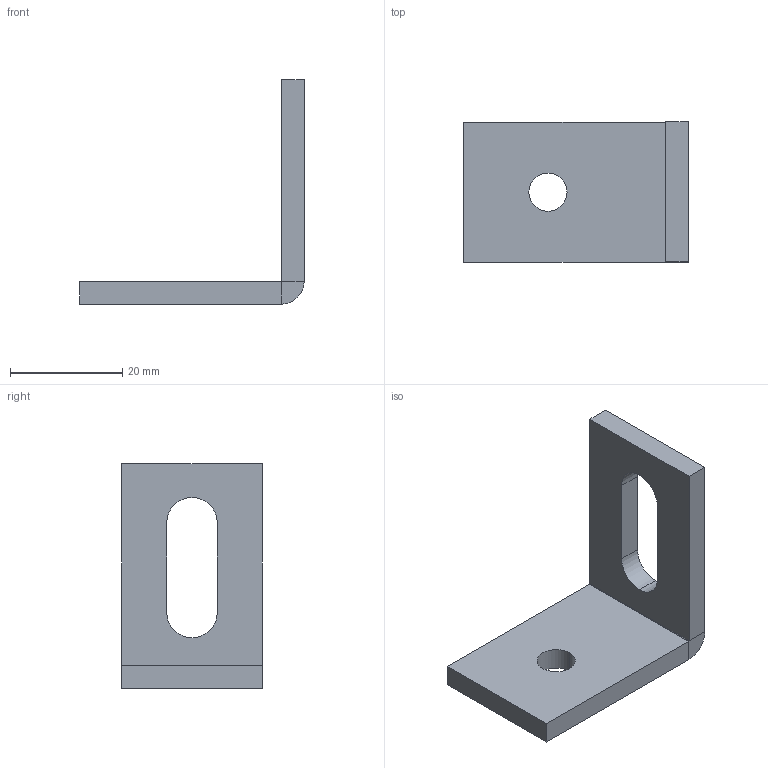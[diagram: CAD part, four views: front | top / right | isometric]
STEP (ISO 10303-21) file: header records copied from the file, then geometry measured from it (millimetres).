
FILE_DESCRIPTION (( 'STEP AP203' ), '1' );
FILE_NAME ('Fastening angle R5A06.step', '2011-03-17T12:27:33', ( 'User' ), ( 'DKC' ), 'SwSTEP 2.0', 'SolidWorks 2011', '' );
FILE_SCHEMA (( 'CONFIG_CONTROL_DESIGN' ));
Length unit declared in the file: millimetre
Products named in the file (1): Fastening angle R5A06
Bounding box: 40 x 25 x 40 mm (x, y, z)
Volume: 6534.1 mm3; surface area: 4394.4 mm2
Topology: 1 solids, 1 shells, 21 faces, 49 edges, 30 vertices
Faces by surface type: plane 14, cylinder 7
Entity records: 678 total; most frequent: DIRECTION 107, CARTESIAN_POINT 101, ORIENTED_EDGE 98, EDGE_CURVE 49, AXIS2_PLACEMENT_3D 36, LINE 35, VECTOR 35, VERTEX_POINT 30
